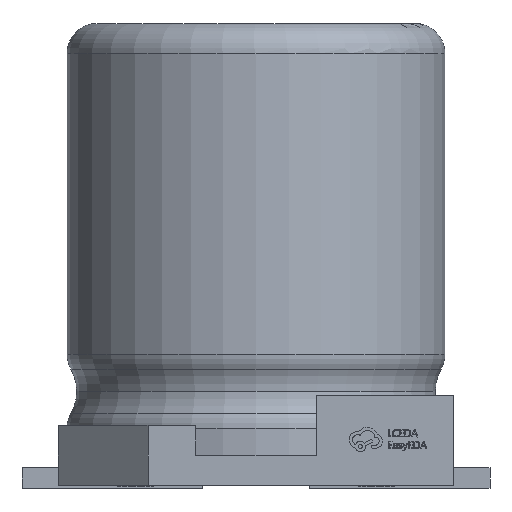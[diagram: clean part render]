
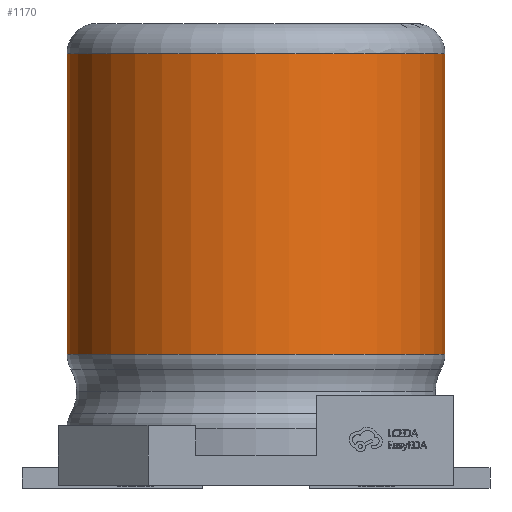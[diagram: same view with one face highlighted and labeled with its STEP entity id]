
A CAD part, front view. The second image highlights one B-rep face of the part: STEP entity #1170.
In plain terms, the highlighted cylindrical face has radius 3.15 mm (diameter 6.3 mm), a partial arc.
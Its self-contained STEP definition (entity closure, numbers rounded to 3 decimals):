
#86 = TOROIDAL_SURFACE('',#87,2.65,0.5);
#87 = AXIS2_PLACEMENT_3D('',#88,#89,#90);
#88 = CARTESIAN_POINT('',(0.,0.,2.236));
#89 = DIRECTION('',(-0.,0.,-1.));
#90 = DIRECTION('',(1.,0.,-0.));
#717 = EDGE_CURVE('',#718,#720,#722,.T.);
#718 = VERTEX_POINT('',#719);
#719 = CARTESIAN_POINT('',(-3.15,0.,2.236));
#720 = VERTEX_POINT('',#721);
#721 = CARTESIAN_POINT('',(3.15,0.,
    2.236));
#722 = SURFACE_CURVE('',#723,(#728,#735),.PCURVE_S1.);
#723 = CIRCLE('',#724,3.15);
#724 = AXIS2_PLACEMENT_3D('',#725,#726,#727);
#725 = CARTESIAN_POINT('',(0.,0.,2.236));
#726 = DIRECTION('',(0.,0.,1.));
#727 = DIRECTION('',(1.,0.,0.));
#728 = PCURVE('',#86,#729);
#729 = DEFINITIONAL_REPRESENTATION('',(#730),#734);
#730 = LINE('',#731,#732);
#731 = CARTESIAN_POINT('',(6.283,0.));
#732 = VECTOR('',#733,1.);
#733 = DIRECTION('',(-1.,0.));
#734 = ( GEOMETRIC_REPRESENTATION_CONTEXT(2) 
PARAMETRIC_REPRESENTATION_CONTEXT() REPRESENTATION_CONTEXT('2D SPACE',''
  ) );
#735 = PCURVE('',#736,#741);
#736 = CYLINDRICAL_SURFACE('',#737,3.15);
#737 = AXIS2_PLACEMENT_3D('',#738,#739,#740);
#738 = CARTESIAN_POINT('',(0.,0.,24.36));
#739 = DIRECTION('',(0.,0.,-1.));
#740 = DIRECTION('',(1.,0.,0.));
#741 = DEFINITIONAL_REPRESENTATION('',(#742),#746);
#742 = LINE('',#743,#744);
#743 = CARTESIAN_POINT('',(6.283,22.123));
#744 = VECTOR('',#745,1.);
#745 = DIRECTION('',(-1.,0.));
#746 = ( GEOMETRIC_REPRESENTATION_CONTEXT(2) 
PARAMETRIC_REPRESENTATION_CONTEXT() REPRESENTATION_CONTEXT('2D SPACE',''
  ) );
#910 = EDGE_CURVE('',#911,#913,#915,.T.);
#911 = VERTEX_POINT('',#912);
#912 = CARTESIAN_POINT('',(3.15,0.,
    7.25));
#913 = VERTEX_POINT('',#914);
#914 = CARTESIAN_POINT('',(-3.15,0.,7.25));
#915 = SURFACE_CURVE('',#916,(#921,#933),.PCURVE_S1.);
#916 = CIRCLE('',#917,3.15);
#917 = AXIS2_PLACEMENT_3D('',#918,#919,#920);
#918 = CARTESIAN_POINT('',(0.,0.,7.25));
#919 = DIRECTION('',(0.,0.,-1.));
#920 = DIRECTION('',(-1.,0.,0.));
#921 = PCURVE('',#922,#927);
#922 = TOROIDAL_SURFACE('',#923,2.65,0.5);
#923 = AXIS2_PLACEMENT_3D('',#924,#925,#926);
#924 = CARTESIAN_POINT('',(0.,0.,7.25));
#925 = DIRECTION('',(0.,0.,1.));
#926 = DIRECTION('',(-1.,0.,0.));
#927 = DEFINITIONAL_REPRESENTATION('',(#928),#932);
#928 = LINE('',#929,#930);
#929 = CARTESIAN_POINT('',(6.283,0.));
#930 = VECTOR('',#931,1.);
#931 = DIRECTION('',(-1.,0.));
#932 = ( GEOMETRIC_REPRESENTATION_CONTEXT(2) 
PARAMETRIC_REPRESENTATION_CONTEXT() REPRESENTATION_CONTEXT('2D SPACE',''
  ) );
#933 = PCURVE('',#736,#934);
#934 = DEFINITIONAL_REPRESENTATION('',(#935),#939);
#935 = LINE('',#936,#937);
#936 = CARTESIAN_POINT('',(-3.142,17.11));
#937 = VECTOR('',#938,1.);
#938 = DIRECTION('',(1.,0.));
#939 = ( GEOMETRIC_REPRESENTATION_CONTEXT(2) 
PARAMETRIC_REPRESENTATION_CONTEXT() REPRESENTATION_CONTEXT('2D SPACE',''
  ) );
#1170 = ADVANCED_FACE('',(#1171),#736,.T.);
#1171 = FACE_BOUND('',#1172,.T.);
#1172 = EDGE_LOOP('',(#1173,#1174,#1200,#1201));
#1173 = ORIENTED_EDGE('',*,*,#910,.T.);
#1174 = ORIENTED_EDGE('',*,*,#1175,.T.);
#1175 = EDGE_CURVE('',#913,#718,#1176,.T.);
#1176 = SURFACE_CURVE('',#1177,(#1181,#1188),.PCURVE_S1.);
#1177 = LINE('',#1178,#1179);
#1178 = CARTESIAN_POINT('',(-3.15,0.,24.36));
#1179 = VECTOR('',#1180,1.);
#1180 = DIRECTION('',(0.,0.,-1.));
#1181 = PCURVE('',#736,#1182);
#1182 = DEFINITIONAL_REPRESENTATION('',(#1183),#1187);
#1183 = LINE('',#1184,#1185);
#1184 = CARTESIAN_POINT('',(3.142,0.));
#1185 = VECTOR('',#1186,1.);
#1186 = DIRECTION('',(0.,1.));
#1187 = ( GEOMETRIC_REPRESENTATION_CONTEXT(2) 
PARAMETRIC_REPRESENTATION_CONTEXT() REPRESENTATION_CONTEXT('2D SPACE',''
  ) );
#1188 = PCURVE('',#1189,#1194);
#1189 = CYLINDRICAL_SURFACE('',#1190,3.15);
#1190 = AXIS2_PLACEMENT_3D('',#1191,#1192,#1193);
#1191 = CARTESIAN_POINT('',(0.,0.,24.36));
#1192 = DIRECTION('',(0.,0.,-1.));
#1193 = DIRECTION('',(1.,0.,0.));
#1194 = DEFINITIONAL_REPRESENTATION('',(#1195),#1199);
#1195 = LINE('',#1196,#1197);
#1196 = CARTESIAN_POINT('',(3.142,0.));
#1197 = VECTOR('',#1198,1.);
#1198 = DIRECTION('',(0.,1.));
#1199 = ( GEOMETRIC_REPRESENTATION_CONTEXT(2) 
PARAMETRIC_REPRESENTATION_CONTEXT() REPRESENTATION_CONTEXT('2D SPACE',''
  ) );
#1200 = ORIENTED_EDGE('',*,*,#717,.T.);
#1201 = ORIENTED_EDGE('',*,*,#1202,.F.);
#1202 = EDGE_CURVE('',#911,#720,#1203,.T.);
#1203 = SURFACE_CURVE('',#1204,(#1208,#1215),.PCURVE_S1.);
#1204 = LINE('',#1205,#1206);
#1205 = CARTESIAN_POINT('',(3.15,0.,
    24.36));
#1206 = VECTOR('',#1207,1.);
#1207 = DIRECTION('',(0.,0.,-1.));
#1208 = PCURVE('',#736,#1209);
#1209 = DEFINITIONAL_REPRESENTATION('',(#1210),#1214);
#1210 = LINE('',#1211,#1212);
#1211 = CARTESIAN_POINT('',(0.,0.));
#1212 = VECTOR('',#1213,1.);
#1213 = DIRECTION('',(0.,1.));
#1214 = ( GEOMETRIC_REPRESENTATION_CONTEXT(2) 
PARAMETRIC_REPRESENTATION_CONTEXT() REPRESENTATION_CONTEXT('2D SPACE',''
  ) );
#1215 = PCURVE('',#1189,#1216);
#1216 = DEFINITIONAL_REPRESENTATION('',(#1217),#1221);
#1217 = LINE('',#1218,#1219);
#1218 = CARTESIAN_POINT('',(6.283,0.));
#1219 = VECTOR('',#1220,1.);
#1220 = DIRECTION('',(0.,1.));
#1221 = ( GEOMETRIC_REPRESENTATION_CONTEXT(2) 
PARAMETRIC_REPRESENTATION_CONTEXT() REPRESENTATION_CONTEXT('2D SPACE',''
  ) );
